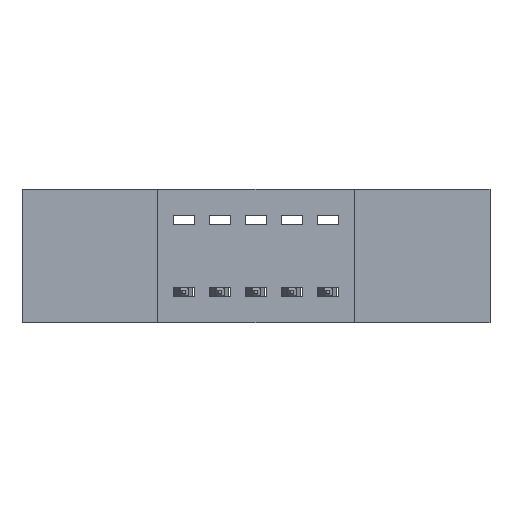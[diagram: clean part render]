
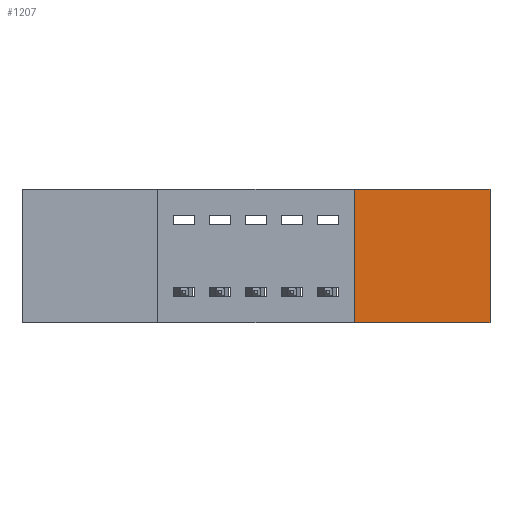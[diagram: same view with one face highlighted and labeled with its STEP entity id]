
A CAD part, front view. The second image highlights one B-rep face of the part: STEP entity #1207.
In plain terms, the highlighted planar face has unit normal (0, -1, 0).
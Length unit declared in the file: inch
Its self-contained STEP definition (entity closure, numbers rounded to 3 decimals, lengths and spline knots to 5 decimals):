
#390 = DIRECTION ( 'NONE',  ( 0., 0., -1. ) ) ;
#446 = LINE ( 'NONE', #5815, #3754 ) ;
#603 = ORIENTED_EDGE ( 'NONE', *, *, #5988, .F. ) ;
#691 = VECTOR ( 'NONE', #1598, 39.37008 ) ;
#1207 = ADVANCED_FACE ( 'NONE', ( #1741 ), #6192, .T. ) ;
#1598 = DIRECTION ( 'NONE',  ( 0., 0., 1. ) ) ;
#1691 = CARTESIAN_POINT ( 'NONE',  ( 0.923, 0., 0. ) ) ;
#1704 = ORIENTED_EDGE ( 'NONE', *, *, #4377, .F. ) ;
#1727 = CARTESIAN_POINT ( 'NONE',  ( 0.923, 0., -0.37 ) ) ;
#1741 = FACE_OUTER_BOUND ( 'NONE', #6138, .T. ) ;
#1781 = DIRECTION ( 'NONE',  ( 0., 0., -1. ) ) ;
#2104 = DIRECTION ( 'NONE',  ( 1., 0., 0. ) ) ;
#2538 = VECTOR ( 'NONE', #4583, 39.37008 ) ;
#3051 = ORIENTED_EDGE ( 'NONE', *, *, #3780, .F. ) ;
#3269 = AXIS2_PLACEMENT_3D ( 'NONE', #4265, #4535, #1781 ) ;
#3357 = VERTEX_POINT ( 'NONE', #4551 ) ;
#3476 = CARTESIAN_POINT ( 'NONE',  ( 0., 0., -0.37 ) ) ;
#3587 = CARTESIAN_POINT ( 'NONE',  ( 1.3, 0., 0. ) ) ;
#3617 = VECTOR ( 'NONE', #2104, 39.37008 ) ;
#3675 = VERTEX_POINT ( 'NONE', #3587 ) ;
#3754 = VECTOR ( 'NONE', #390, 39.37008 ) ;
#3780 = EDGE_CURVE ( 'NONE', #7101, #3675, #5208, .T. ) ;
#3858 = VERTEX_POINT ( 'NONE', #6596 ) ;
#4265 = CARTESIAN_POINT ( 'NONE',  ( 0., 0., -0.37 ) ) ;
#4283 = ORIENTED_EDGE ( 'NONE', *, *, #6369, .F. ) ;
#4377 = EDGE_CURVE ( 'NONE', #3858, #7101, #5582, .T. ) ;
#4535 = DIRECTION ( 'NONE',  ( 0., -1., 0. ) ) ;
#4551 = CARTESIAN_POINT ( 'NONE',  ( 1.3, 0., -0.37 ) ) ;
#4583 = DIRECTION ( 'NONE',  ( -1., 0., 0. ) ) ;
#5208 = LINE ( 'NONE', #7185, #3617 ) ;
#5582 = LINE ( 'NONE', #1727, #691 ) ;
#5815 = CARTESIAN_POINT ( 'NONE',  ( 1.3, 0., 0. ) ) ;
#5988 = EDGE_CURVE ( 'NONE', #3357, #3858, #7088, .T. ) ;
#6138 = EDGE_LOOP ( 'NONE', ( #1704, #603, #4283, #3051 ) ) ;
#6192 = PLANE ( 'NONE',  #3269 ) ;
#6369 = EDGE_CURVE ( 'NONE', #3675, #3357, #446, .T. ) ;
#6596 = CARTESIAN_POINT ( 'NONE',  ( 0.923, 0., -0.37 ) ) ;
#7088 = LINE ( 'NONE', #3476, #2538 ) ;
#7101 = VERTEX_POINT ( 'NONE', #1691 ) ;
#7185 = CARTESIAN_POINT ( 'NONE',  ( 0., 0., 0. ) ) ;
